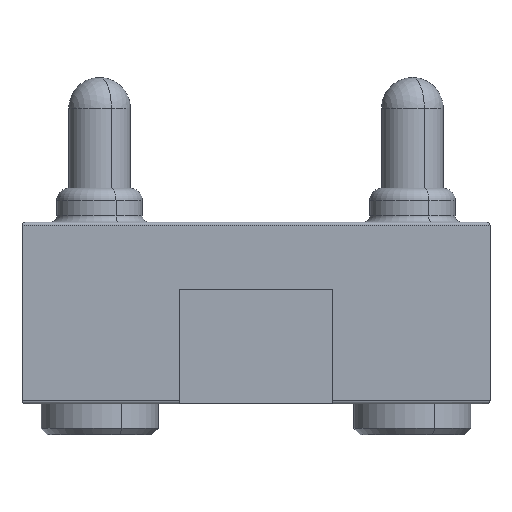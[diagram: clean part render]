
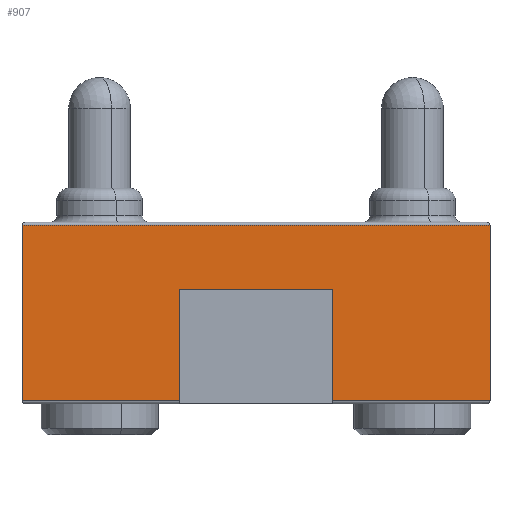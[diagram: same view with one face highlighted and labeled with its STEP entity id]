
A CAD part, front view. The second image highlights one B-rep face of the part: STEP entity #907.
In plain terms, the highlighted planar face has unit normal (0, -1, 0).
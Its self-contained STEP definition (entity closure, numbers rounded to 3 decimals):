
#36 = VERTEX_POINT ( 'NONE', #1009 ) ;
#47 = LINE ( 'NONE', #571, #1088 ) ;
#100 = DIRECTION ( 'NONE',  ( 0., 0., -1. ) ) ;
#117 = ORIENTED_EDGE ( 'NONE', *, *, #652, .F. ) ;
#172 = DIRECTION ( 'NONE',  ( 0., 0., -1. ) ) ;
#189 = CARTESIAN_POINT ( 'NONE',  ( 5.05, -2.5, 0. ) ) ;
#211 = DIRECTION ( 'NONE',  ( 0., 0., 1. ) ) ;
#222 = ORIENTED_EDGE ( 'NONE', *, *, #1122, .T. ) ;
#236 = EDGE_CURVE ( 'NONE', #1163, #1093, #772, .T. ) ;
#247 = VECTOR ( 'NONE', #1343, 1000. ) ;
#355 = ORIENTED_EDGE ( 'NONE', *, *, #236, .F. ) ;
#363 = VECTOR ( 'NONE', #474, 1000. ) ;
#369 = EDGE_CURVE ( 'NONE', #703, #36, #47, .T. ) ;
#400 = EDGE_CURVE ( 'NONE', #1341, #36, #1002, .T. ) ;
#417 = VERTEX_POINT ( 'NONE', #901 ) ;
#474 = DIRECTION ( 'NONE',  ( -1., 0., 0. ) ) ;
#483 = ORIENTED_EDGE ( 'NONE', *, *, #400, .F. ) ;
#542 = VECTOR ( 'NONE', #1288, 1000. ) ;
#555 = CARTESIAN_POINT ( 'NONE',  ( 0., -2.5, 0.05 ) ) ;
#571 = CARTESIAN_POINT ( 'NONE',  ( 0., -2.5, 0.05 ) ) ;
#577 = ORIENTED_EDGE ( 'NONE', *, *, #369, .T. ) ;
#606 = VECTOR ( 'NONE', #1375, 1000. ) ;
#652 = EDGE_CURVE ( 'NONE', #1093, #671, #1039, .T. ) ;
#668 = ORIENTED_EDGE ( 'NONE', *, *, #1195, .T. ) ;
#671 = VERTEX_POINT ( 'NONE', #771 ) ;
#694 = CARTESIAN_POINT ( 'NONE',  ( 0., -2.5, 2.9 ) ) ;
#703 = VERTEX_POINT ( 'NONE', #882 ) ;
#710 = LINE ( 'NONE', #1147, #1036 ) ;
#723 = LINE ( 'NONE', #189, #1134 ) ;
#771 = CARTESIAN_POINT ( 'NONE',  ( 2.55, -2.5, 0.05 ) ) ;
#772 = LINE ( 'NONE', #1184, #542 ) ;
#798 = CARTESIAN_POINT ( 'NONE',  ( 7.6, -2.5, 2.9 ) ) ;
#807 = DIRECTION ( 'NONE',  ( 0., 0., -1. ) ) ;
#849 = EDGE_CURVE ( 'NONE', #417, #1313, #710, .T. ) ;
#861 = PLANE ( 'NONE',  #977 ) ;
#865 = CARTESIAN_POINT ( 'NONE',  ( 5.05, -2.5, 1.85 ) ) ;
#871 = DIRECTION ( 'NONE',  ( 0., 1., 0. ) ) ;
#882 = CARTESIAN_POINT ( 'NONE',  ( 5.05, -2.5, 0.05 ) ) ;
#901 = CARTESIAN_POINT ( 'NONE',  ( 0., -2.5, 2.9 ) ) ;
#907 = ADVANCED_FACE ( 'NONE', ( #1283 ), #861, .F. ) ;
#922 = CARTESIAN_POINT ( 'NONE',  ( 2.55, -2.5, 0. ) ) ;
#975 = CARTESIAN_POINT ( 'NONE',  ( 0., -2.5, 0.05 ) ) ;
#977 = AXIS2_PLACEMENT_3D ( 'NONE', #1102, #871, #211 ) ;
#994 = EDGE_CURVE ( 'NONE', #1341, #417, #1041, .T. ) ;
#1002 = LINE ( 'NONE', #1135, #1284 ) ;
#1009 = CARTESIAN_POINT ( 'NONE',  ( 7.6, -2.5, 0.05 ) ) ;
#1036 = VECTOR ( 'NONE', #172, 1000. ) ;
#1039 = LINE ( 'NONE', #922, #247 ) ;
#1041 = LINE ( 'NONE', #694, #363 ) ;
#1088 = VECTOR ( 'NONE', #1233, 1000. ) ;
#1093 = VERTEX_POINT ( 'NONE', #1150 ) ;
#1102 = CARTESIAN_POINT ( 'NONE',  ( 0., -2.5, 2.95 ) ) ;
#1103 = ORIENTED_EDGE ( 'NONE', *, *, #849, .T. ) ;
#1122 = EDGE_CURVE ( 'NONE', #1163, #703, #723, .T. ) ;
#1134 = VECTOR ( 'NONE', #100, 1000. ) ;
#1135 = CARTESIAN_POINT ( 'NONE',  ( 7.6, -2.5, 2.95 ) ) ;
#1147 = CARTESIAN_POINT ( 'NONE',  ( 0., -2.5, 2.95 ) ) ;
#1150 = CARTESIAN_POINT ( 'NONE',  ( 2.55, -2.5, 1.85 ) ) ;
#1163 = VERTEX_POINT ( 'NONE', #865 ) ;
#1182 = LINE ( 'NONE', #975, #606 ) ;
#1184 = CARTESIAN_POINT ( 'NONE',  ( 3.8, -2.5, 1.85 ) ) ;
#1195 = EDGE_CURVE ( 'NONE', #1313, #671, #1182, .T. ) ;
#1233 = DIRECTION ( 'NONE',  ( 1., 0., 0. ) ) ;
#1283 = FACE_OUTER_BOUND ( 'NONE', #1336, .T. ) ;
#1284 = VECTOR ( 'NONE', #807, 1000. ) ;
#1288 = DIRECTION ( 'NONE',  ( -1., 0., 0. ) ) ;
#1313 = VERTEX_POINT ( 'NONE', #555 ) ;
#1336 = EDGE_LOOP ( 'NONE', ( #222, #577, #483, #1369, #1103, #668, #117, #355 ) ) ;
#1341 = VERTEX_POINT ( 'NONE', #798 ) ;
#1343 = DIRECTION ( 'NONE',  ( 0., 0., -1. ) ) ;
#1369 = ORIENTED_EDGE ( 'NONE', *, *, #994, .T. ) ;
#1375 = DIRECTION ( 'NONE',  ( 1., 0., 0. ) ) ;
